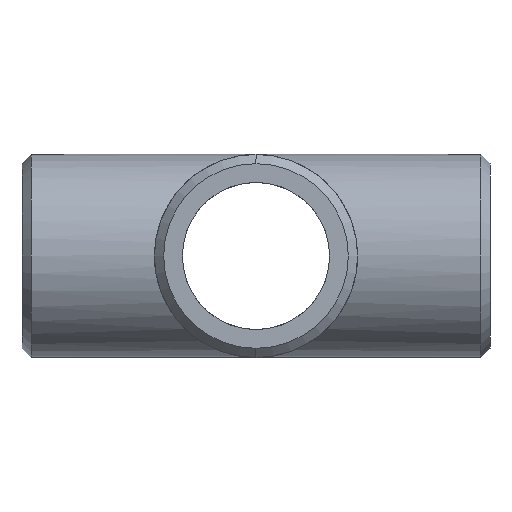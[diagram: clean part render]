
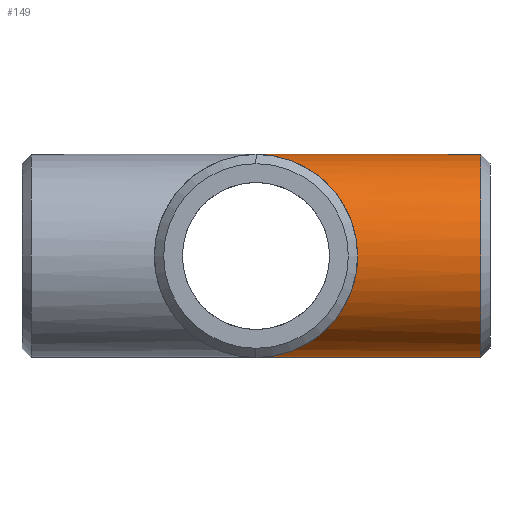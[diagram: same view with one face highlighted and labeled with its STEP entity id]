
A CAD part, left-side view. The second image highlights one B-rep face of the part: STEP entity #149.
In plain terms, the highlighted cylindrical face has radius 16.5 mm (diameter 33 mm), a partial arc.
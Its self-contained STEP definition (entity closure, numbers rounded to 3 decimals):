
#31 = EDGE_CURVE ( 'NONE', #331, #425, #44, .T. ) ;
#44 = CIRCLE ( 'NONE', #139, 16.5 ) ;
#46 = CARTESIAN_POINT ( 'NONE',  ( 0., 0., -16.5 ) ) ;
#69 = CARTESIAN_POINT ( 'NONE',  ( -33., -33., -16.5 ) ) ;
#91 = VERTEX_POINT ( 'NONE', #537 ) ;
#100 = DIRECTION ( 'NONE',  ( 0., 1., 0. ) ) ;
#119 = DIRECTION ( 'NONE',  ( 0., 0., -1. ) ) ;
#139 = AXIS2_PLACEMENT_3D ( 'NONE', #225, #598, #661 ) ;
#149 = ADVANCED_FACE ( 'NONE', ( #173 ), #300, .T. ) ;
#167 = CARTESIAN_POINT ( 'NONE',  ( 0., -38., -16.5 ) ) ;
#173 = FACE_OUTER_BOUND ( 'NONE', #196, .T. ) ;
#196 = EDGE_LOOP ( 'NONE', ( #694, #753, #449, #671 ) ) ;
#225 = CARTESIAN_POINT ( 'NONE',  ( 0., -36.483, 0. ) ) ;
#262 = CARTESIAN_POINT ( 'NONE',  ( 0., -36.483, -16.5 ) ) ;
#300 = CYLINDRICAL_SURFACE ( 'NONE', #735, 16.5 ) ;
#318 = EDGE_CURVE ( 'NONE', #425, #91, #454, .T. ) ;
#322 = CARTESIAN_POINT ( 'NONE',  ( -33., -33., 16.5 ) ) ;
#328 = DIRECTION ( 'NONE',  ( 0., 1., 0. ) ) ;
#331 = VERTEX_POINT ( 'NONE', #262 ) ;
#340 = CARTESIAN_POINT ( 'NONE',  ( 0., 0., 16.5 ) ) ;
#425 = VERTEX_POINT ( 'NONE', #513 ) ;
#427 = LINE ( 'NONE', #167, #541 ) ;
#428 = EDGE_CURVE ( 'NONE', #629, #91, #575, .T. ) ;
#445 = DIRECTION ( 'NONE',  ( 0., 1., 0. ) ) ;
#449 = ORIENTED_EDGE ( 'NONE', *, *, #428, .F. ) ;
#454 = LINE ( 'NONE', #580, #654 ) ;
#513 = CARTESIAN_POINT ( 'NONE',  ( 0., -36.483, 16.5 ) ) ;
#537 = CARTESIAN_POINT ( 'NONE',  ( 0., 0., 16.5 ) ) ;
#541 = VECTOR ( 'NONE', #100, 1000. ) ;
#575 =( BOUNDED_CURVE ( )  B_SPLINE_CURVE ( 3, ( #634, #69, #322, #340 ),
 .UNSPECIFIED., .F., .T. ) 
 B_SPLINE_CURVE_WITH_KNOTS ( ( 4, 4 ),
 ( 4.712, 7.854 ),
 .UNSPECIFIED. ) 
 CURVE ( )  GEOMETRIC_REPRESENTATION_ITEM ( )  RATIONAL_B_SPLINE_CURVE ( ( 1., 0.333, 0.333, 1. ) ) 
 REPRESENTATION_ITEM ( '' )  );
#580 = CARTESIAN_POINT ( 'NONE',  ( 0., -38., 16.5 ) ) ;
#585 = EDGE_CURVE ( 'NONE', #331, #629, #427, .T. ) ;
#598 = DIRECTION ( 'NONE',  ( 0., 1., 0. ) ) ;
#629 = VERTEX_POINT ( 'NONE', #46 ) ;
#634 = CARTESIAN_POINT ( 'NONE',  ( 0., 0., -16.5 ) ) ;
#654 = VECTOR ( 'NONE', #328, 1000. ) ;
#661 = DIRECTION ( 'NONE',  ( 0., 0., -1. ) ) ;
#671 = ORIENTED_EDGE ( 'NONE', *, *, #585, .F. ) ;
#681 = CARTESIAN_POINT ( 'NONE',  ( 0., -38., 0. ) ) ;
#694 = ORIENTED_EDGE ( 'NONE', *, *, #31, .T. ) ;
#735 = AXIS2_PLACEMENT_3D ( 'NONE', #681, #445, #119 ) ;
#753 = ORIENTED_EDGE ( 'NONE', *, *, #318, .T. ) ;
